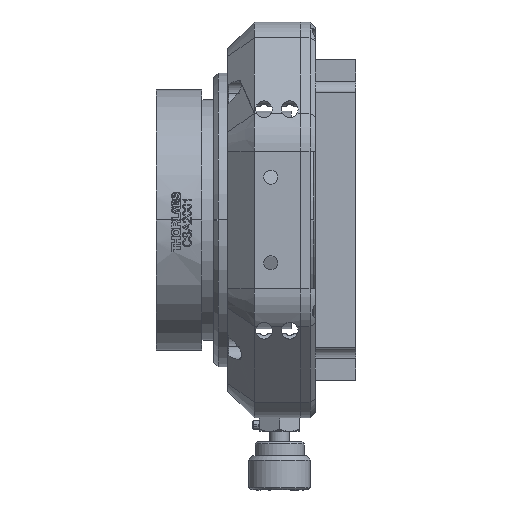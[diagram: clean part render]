
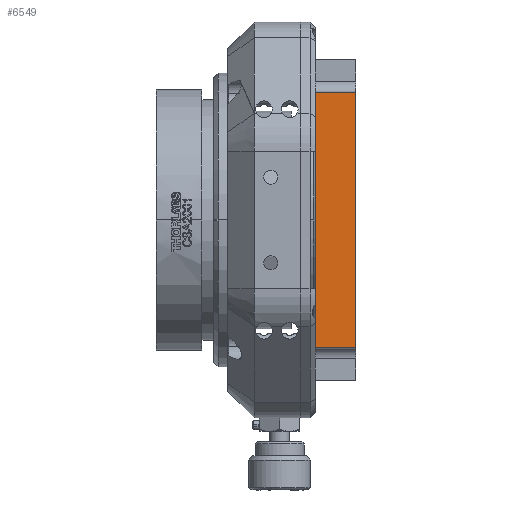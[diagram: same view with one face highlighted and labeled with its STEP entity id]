
A CAD part, left-side view. The second image highlights one B-rep face of the part: STEP entity #6549.
In plain terms, the highlighted planar face has unit normal (-1, 0, 0).
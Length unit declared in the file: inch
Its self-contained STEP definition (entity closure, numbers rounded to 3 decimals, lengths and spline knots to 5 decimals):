
#1109 = PLANE ( 'NONE',  #35271 ) ;
#1487 = VERTEX_POINT ( 'NONE', #35296 ) ;
#2502 = VECTOR ( 'NONE', #15210, 39.37008 ) ;
#4699 = DIRECTION ( 'NONE',  ( 0., 0., -1. ) ) ;
#5866 = DIRECTION ( 'NONE',  ( 0., 0., 1. ) ) ;
#6549 = ADVANCED_FACE ( 'NONE', ( #39521 ), #1109, .F. ) ;
#13541 = CARTESIAN_POINT ( 'NONE',  ( -5.69776, 0.47049, 1.97118 ) ) ;
#15210 = DIRECTION ( 'NONE',  ( 0., 0., 1. ) ) ;
#15327 = EDGE_LOOP ( 'NONE', ( #47336, #40642, #29014, #43402 ) ) ;
#16075 = VECTOR ( 'NONE', #5866, 39.37008 ) ;
#19139 = CARTESIAN_POINT ( 'NONE',  ( -5.69776, 0.47049, 1.97118 ) ) ;
#19823 = VERTEX_POINT ( 'NONE', #36870 ) ;
#21288 = CARTESIAN_POINT ( 'NONE',  ( -5.69776, 0.47049, 1.97118 ) ) ;
#24065 = LINE ( 'NONE', #13541, #29916 ) ;
#24255 = EDGE_CURVE ( 'NONE', #19823, #37250, #24668, .T. ) ;
#24320 = EDGE_CURVE ( 'NONE', #19823, #45356, #35870, .T. ) ;
#24668 = LINE ( 'NONE', #26651, #25852 ) ;
#25852 = VECTOR ( 'NONE', #45112, 39.37008 ) ;
#26651 = CARTESIAN_POINT ( 'NONE',  ( -5.69776, 0.47049, -0.41882 ) ) ;
#27383 = DIRECTION ( 'NONE',  ( 1., 0., 0. ) ) ;
#28540 = CARTESIAN_POINT ( 'NONE',  ( -5.69776, 0.09549, -0.41882 ) ) ;
#29014 = ORIENTED_EDGE ( 'NONE', *, *, #24320, .F. ) ;
#29916 = VECTOR ( 'NONE', #47347, 39.37008 ) ;
#31715 = CARTESIAN_POINT ( 'NONE',  ( -5.69776, 0.09549, 1.97118 ) ) ;
#34218 = LINE ( 'NONE', #31715, #16075 ) ;
#34476 = EDGE_CURVE ( 'NONE', #45356, #1487, #24065, .T. ) ;
#34962 = CARTESIAN_POINT ( 'NONE',  ( -5.69776, 0.47049, 1.97118 ) ) ;
#35271 = AXIS2_PLACEMENT_3D ( 'NONE', #34962, #27383, #4699 ) ;
#35296 = CARTESIAN_POINT ( 'NONE',  ( -5.69776, 0.09549, 1.97118 ) ) ;
#35870 = LINE ( 'NONE', #19139, #2502 ) ;
#36870 = CARTESIAN_POINT ( 'NONE',  ( -5.69776, 0.47049, -0.41882 ) ) ;
#37250 = VERTEX_POINT ( 'NONE', #28540 ) ;
#39521 = FACE_OUTER_BOUND ( 'NONE', #15327, .T. ) ;
#40642 = ORIENTED_EDGE ( 'NONE', *, *, #34476, .F. ) ;
#40937 = EDGE_CURVE ( 'NONE', #37250, #1487, #34218, .T. ) ;
#43402 = ORIENTED_EDGE ( 'NONE', *, *, #24255, .T. ) ;
#45112 = DIRECTION ( 'NONE',  ( 0., -1., 0. ) ) ;
#45356 = VERTEX_POINT ( 'NONE', #21288 ) ;
#47336 = ORIENTED_EDGE ( 'NONE', *, *, #40937, .T. ) ;
#47347 = DIRECTION ( 'NONE',  ( 0., -1., 0. ) ) ;
